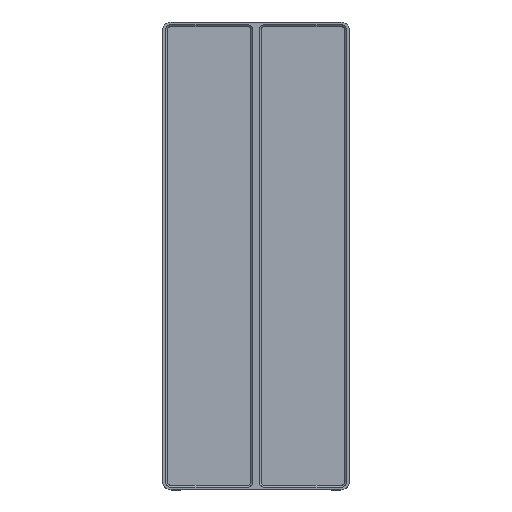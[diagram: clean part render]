
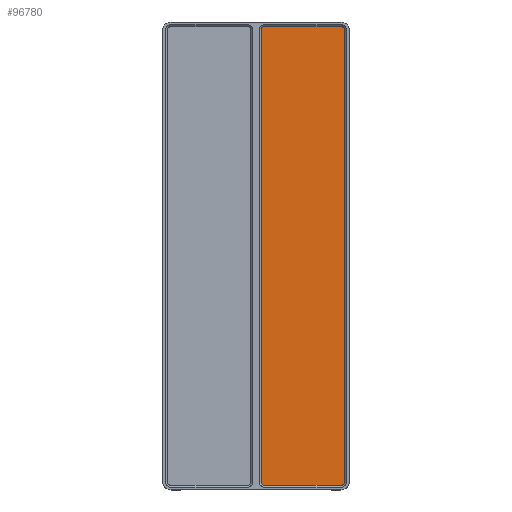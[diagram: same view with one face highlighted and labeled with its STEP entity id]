
A CAD part, top view. The second image highlights one B-rep face of the part: STEP entity #96780.
In plain terms, the highlighted planar face has unit normal (0, 0, 1).
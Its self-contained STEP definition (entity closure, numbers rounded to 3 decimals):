
#49840=CARTESIAN_POINT('',(254.25,290.15,7.));
#49850=VERTEX_POINT('',#49840);
#49880=CARTESIAN_POINT('',(254.25,257.,7.));
#49890=DIRECTION('',(0.,1.,0.));
#49900=VECTOR('',#49890,1.);
#49910=LINE('',#49880,#49900);
#49920=CARTESIAN_POINT('',(254.25,87.85,7.));
#49930=VERTEX_POINT('',#49920);
#49940=EDGE_CURVE('',#49930,#49850,#49910,.T.);
#95240=CARTESIAN_POINT('',(255.85,291.75,7.));
#95250=VERTEX_POINT('',#95240);
#95280=CARTESIAN_POINT('',(255.85,290.15,7.));
#95290=DIRECTION('',(0.,0.,-1.));
#95300=DIRECTION('',(-1.,0.,0.));
#95310=AXIS2_PLACEMENT_3D('',#95280,#95290,#95300);
#95320=CIRCLE('',#95310,1.6);
#95330=EDGE_CURVE('',#49850,#95250,#95320,.T.);
#95520=CARTESIAN_POINT('',(255.85,87.85,7.));
#95530=DIRECTION('',(0.,0.,-1.));
#95540=DIRECTION('',(1.,0.,0.));
#95550=AXIS2_PLACEMENT_3D('',#95520,#95530,#95540);
#95560=CIRCLE('',#95550,1.6);
#95570=CARTESIAN_POINT('',(255.85,86.25,7.));
#95580=VERTEX_POINT('',#95570);
#95590=EDGE_CURVE('',#95580,#49930,#95560,.T.);
#95900=CARTESIAN_POINT('',(290.15,86.25,7.));
#95910=VERTEX_POINT('',#95900);
#95940=CARTESIAN_POINT('',(290.15,87.85,7.));
#95950=DIRECTION('',(0.,0.,-1.));
#95960=DIRECTION('',(1.,0.,0.));
#95970=AXIS2_PLACEMENT_3D('',#95940,#95950,#95960);
#95980=CIRCLE('',#95970,1.6);
#95990=CARTESIAN_POINT('',(291.75,87.85,7.));
#96000=VERTEX_POINT('',#95990);
#96010=EDGE_CURVE('',#96000,#95910,#95980,.T.);
#96380=CARTESIAN_POINT('',(273.,273.,7.));
#96390=DIRECTION('',(0.,0.,1.));
#96400=DIRECTION('',(1.,0.,0.));
#96410=AXIS2_PLACEMENT_3D('',#96380,#96390,#96400);
#96420=PLANE('',#96410);
#96430=ORIENTED_EDGE('',*,*,#95330,.F.);
#96440=CARTESIAN_POINT('',(257.,291.75,7.));
#96450=DIRECTION('',(1.,0.,0.));
#96460=VECTOR('',#96450,1.);
#96470=LINE('',#96440,#96460);
#96480=CARTESIAN_POINT('',(290.15,291.75,7.));
#96490=VERTEX_POINT('',#96480);
#96500=EDGE_CURVE('',#95250,#96490,#96470,.T.);
#96510=ORIENTED_EDGE('',*,*,#96500,.F.);
#96520=CARTESIAN_POINT('',(290.15,290.15,7.));
#96530=DIRECTION('',(0.,0.,-1.));
#96540=DIRECTION('',(-1.,0.,0.));
#96550=AXIS2_PLACEMENT_3D('',#96520,#96530,#96540);
#96560=CIRCLE('',#96550,1.6);
#96570=CARTESIAN_POINT('',(291.75,290.15,7.));
#96580=VERTEX_POINT('',#96570);
#96590=EDGE_CURVE('',#96490,#96580,#96560,.T.);
#96600=ORIENTED_EDGE('',*,*,#96590,.F.);
#96610=CARTESIAN_POINT('',(291.75,121.,7.));
#96620=DIRECTION('',(0.,-1.,0.));
#96630=VECTOR('',#96620,1.);
#96640=LINE('',#96610,#96630);
#96650=EDGE_CURVE('',#96580,#96000,#96640,.T.);
#96660=ORIENTED_EDGE('',*,*,#96650,.F.);
#96670=ORIENTED_EDGE('',*,*,#96010,.F.);
#96680=CARTESIAN_POINT('',(289.,86.25,7.));
#96690=DIRECTION('',(-1.,0.,0.));
#96700=VECTOR('',#96690,1.);
#96710=LINE('',#96680,#96700);
#96720=EDGE_CURVE('',#95910,#95580,#96710,.T.);
#96730=ORIENTED_EDGE('',*,*,#96720,.F.);
#96740=ORIENTED_EDGE('',*,*,#95590,.F.);
#96750=ORIENTED_EDGE('',*,*,#49940,.F.);
#96760=EDGE_LOOP('',(#96750,#96740,#96730,#96670,#96660,#96600,#96510,
#96430));
#96770=FACE_OUTER_BOUND('',#96760,.T.);
#96780=ADVANCED_FACE('',(#96770),#96420,.T.);
